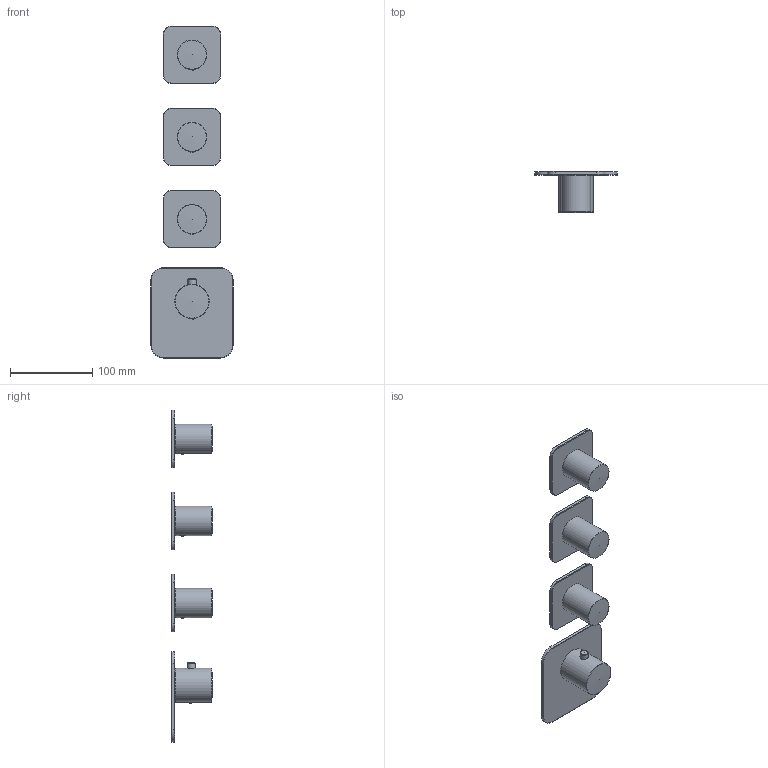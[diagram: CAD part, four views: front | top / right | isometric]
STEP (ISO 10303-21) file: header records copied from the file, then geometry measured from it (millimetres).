
FILE_DESCRIPTION(/* description */ ('Unknown'),/* implementation_level */ '2;1');
FILE_NAME(/* name */ 'GLF013',/* time_stamp */ '2021-07-21T11:53:42+02:00',/* author */ ('Unknown'),/* organization */ ('Unknown'),/* preprocessor_version */ 'ST-DEVELOPER v16.7',/* originating_system */ 'DEX',/* authorisation */ $);
FILE_SCHEMA (('AUTOMOTIVE_DESIGN {1 0 10303 214 3 1 1}'));
Length unit declared in the file: millimetre
Products named in the file (7): GLF013EXT-00; C034002_00101ZZ; C023005_00101DL; C037011_00101ZZ; A047068_00101ZZ; C034003_00101ZZ; C023006_00101ZZ
Assembly tree (13 placements, depth 2):
  GLF013EXT-00
    C034002_00101ZZ
    C023005_00101DL
    C037011_00101ZZ
    A047068_00101ZZ  x4
    C034003_00101ZZ  x3
    C023006_00101ZZ  x3
Bounding box: 100 x 49.5 x 404 mm (x, y, z)
Volume: 198293.2 mm3; surface area: 109864 mm2
Topology: 13 solids, 13 shells, 504 faces, 1289 edges, 837 vertices
Faces by surface type: cylinder 185, plane 128, bspline 107, cone 41, torus 34, sphere 9
Full cylindrical faces by diameter (mm): 3.3 x8, 4.1 x1, 4.2 x4, 4.3 x1, 6 x1, 6.4 x4, 7.6 x4, 8 x4, 9.95 x1, 10 x4, 10.1 x1, 12.1 x4, 17 x3, 22 x4, 32 x3, 35.7 x3, 38.5 x1, 41.7 x1
Entity records: 17499 total; most frequent: CARTESIAN_POINT 11716, ORIENTED_EDGE 1200, DIRECTION 951, EDGE_CURVE 600, VERTEX_POINT 410, AXIS2_PLACEMENT_3D 402, FACE_BOUND 364, EDGE_LOOP 362
